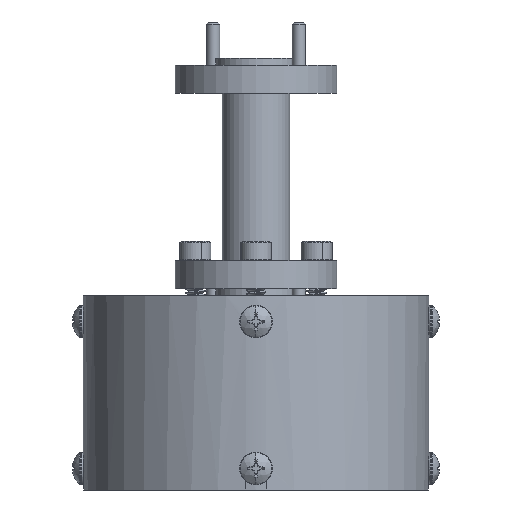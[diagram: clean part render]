
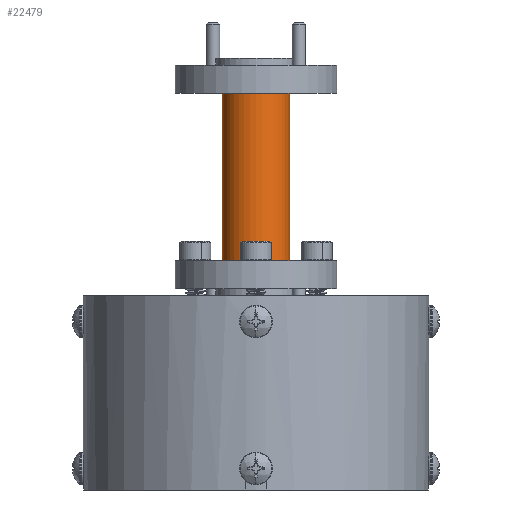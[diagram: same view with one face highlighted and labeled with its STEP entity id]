
A CAD part, front view. The second image highlights one B-rep face of the part: STEP entity #22479.
In plain terms, the highlighted cylindrical face has radius 4 mm (diameter 8.001 mm), a partial arc.
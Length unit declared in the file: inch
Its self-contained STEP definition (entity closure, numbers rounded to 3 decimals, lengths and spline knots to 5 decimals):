
#2053 = VERTEX_POINT ( 'NONE', #16108 ) ;
#2230 = DIRECTION ( 'NONE',  ( 0., 0., 1. ) ) ;
#4291 = DIRECTION ( 'NONE',  ( 0., 0., 1. ) ) ;
#7233 = CIRCLE ( 'NONE', #8083, 0.1575 ) ;
#7707 = EDGE_CURVE ( 'NONE', #2053, #26780, #7233, .T. ) ;
#8083 = AXIS2_PLACEMENT_3D ( 'NONE', #17450, #36262, #36724 ) ;
#8179 = FACE_OUTER_BOUND ( 'NONE', #33470, .T. ) ;
#11968 = EDGE_CURVE ( 'NONE', #31306, #22450, #32355, .T. ) ;
#16108 = CARTESIAN_POINT ( 'NONE',  ( -0.1575, 0., 0.162 ) ) ;
#16473 = ORIENTED_EDGE ( 'NONE', *, *, #7707, .T. ) ;
#17450 = CARTESIAN_POINT ( 'NONE',  ( 0., 0., 0.162 ) ) ;
#17454 = CARTESIAN_POINT ( 'NONE',  ( 0.1575, 0., 0.938 ) ) ;
#18588 = CARTESIAN_POINT ( 'NONE',  ( 0., 0., 0.163 ) ) ;
#18920 = ORIENTED_EDGE ( 'NONE', *, *, #39543, .F. ) ;
#19461 = AXIS2_PLACEMENT_3D ( 'NONE', #18588, #4291, #40537 ) ;
#19690 = CARTESIAN_POINT ( 'NONE',  ( 0.1575, 0., 0.162 ) ) ;
#20777 = CARTESIAN_POINT ( 'NONE',  ( 0., 0., 0.938 ) ) ;
#22450 = VERTEX_POINT ( 'NONE', #36925 ) ;
#22479 = ADVANCED_FACE ( 'NONE', ( #8179 ), #32860, .T. ) ;
#24138 = DIRECTION ( 'NONE',  ( -1., 0., 0. ) ) ;
#26780 = VERTEX_POINT ( 'NONE', #19690 ) ;
#27103 = ORIENTED_EDGE ( 'NONE', *, *, #11968, .T. ) ;
#27238 = EDGE_CURVE ( 'NONE', #26780, #31306, #42544, .T. ) ;
#28821 = VECTOR ( 'NONE', #2230, 39.37008 ) ;
#29781 = CARTESIAN_POINT ( 'NONE',  ( -0.1575, 0., 0.163 ) ) ;
#31306 = VERTEX_POINT ( 'NONE', #17454 ) ;
#32355 = CIRCLE ( 'NONE', #33136, 0.1575 ) ;
#32860 = CYLINDRICAL_SURFACE ( 'NONE', #19461, 0.1575 ) ;
#33136 = AXIS2_PLACEMENT_3D ( 'NONE', #20777, #46326, #24138 ) ;
#33470 = EDGE_LOOP ( 'NONE', ( #18920, #16473, #45669, #27103 ) ) ;
#36262 = DIRECTION ( 'NONE',  ( 0., 0., 1. ) ) ;
#36724 = DIRECTION ( 'NONE',  ( 1., 0., 0. ) ) ;
#36925 = CARTESIAN_POINT ( 'NONE',  ( -0.1575, 0., 0.938 ) ) ;
#39543 = EDGE_CURVE ( 'NONE', #2053, #22450, #40862, .T. ) ;
#40537 = DIRECTION ( 'NONE',  ( 1., 0., 0. ) ) ;
#40862 = LINE ( 'NONE', #29781, #41811 ) ;
#41811 = VECTOR ( 'NONE', #44478, 39.37008 ) ;
#42544 = LINE ( 'NONE', #46653, #28821 ) ;
#44478 = DIRECTION ( 'NONE',  ( 0., 0., 1. ) ) ;
#45669 = ORIENTED_EDGE ( 'NONE', *, *, #27238, .T. ) ;
#46326 = DIRECTION ( 'NONE',  ( 0., 0., -1. ) ) ;
#46653 = CARTESIAN_POINT ( 'NONE',  ( 0.1575, 0., 0.163 ) ) ;
